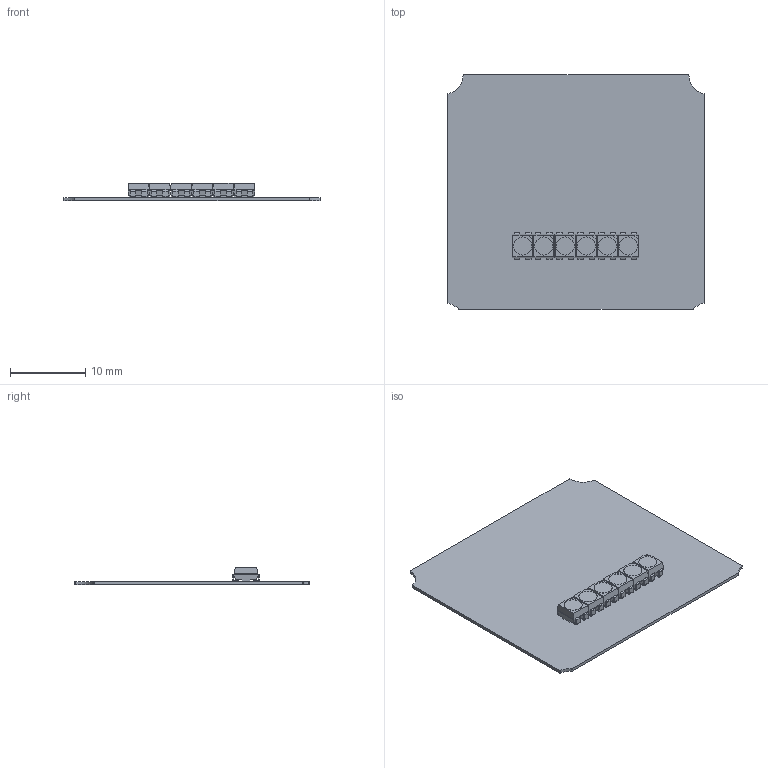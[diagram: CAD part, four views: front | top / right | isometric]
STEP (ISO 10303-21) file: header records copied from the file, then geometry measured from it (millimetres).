
FILE_DESCRIPTION(('Open CASCADE Model'),'2;1');
FILE_NAME('Open CASCADE Shape Model','2023-04-22T14:27:04',('Author'),( 'Open CASCADE'),'Open CASCADE STEP processor 6.8','Open CASCADE 6.8' ,'Unknown');
FILE_SCHEMA(('AUTOMOTIVE_DESIGN { 1 0 10303 214 1 1 1 1 }'));
Length unit declared in the file: millimetre
Products named in the file (9): PCB; Board; U18; WS2812_3528; U15; U13; U12; U8; U7
Assembly tree (13 placements, depth 3):
  PCB
    Board
    U18
      WS2812_3528
    U15
      WS2812_3528
    U13
      WS2812_3528
    U12
      WS2812_3528
    U8
      WS2812_3528
    U7
      WS2812_3528
Bounding box: 34.13 x 31.08 x 2.29 mm (x, y, z)
Volume: 518.7 mm3; surface area: 2429.8 mm2
Topology: 7 solids, 7 shells, 844 faces, 2202 edges, 1420 vertices
Faces by surface type: plane 630, cylinder 118, bspline 96
Full cylindrical faces by diameter (mm): 2.399 x6
Entity records: 6940 total; most frequent: CARTESIAN_POINT 1916, ORIENTED_EDGE 834, DIRECTION 765, EDGE_CURVE 417, LINE 319, VECTOR 319, VERTEX_POINT 270, AXIS2_PLACEMENT_3D 223
